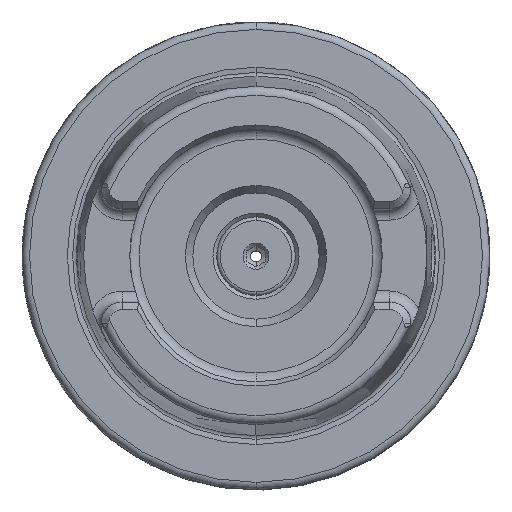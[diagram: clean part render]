
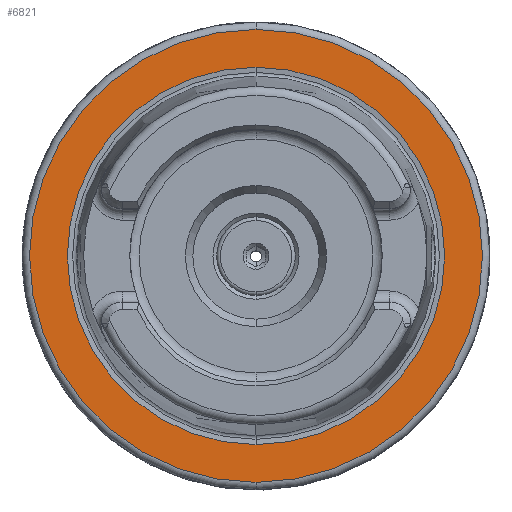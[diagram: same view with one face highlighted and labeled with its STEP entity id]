
A CAD part, top view. The second image highlights one B-rep face of the part: STEP entity #6821.
In plain terms, the highlighted planar face has unit normal (0, 0, 1).
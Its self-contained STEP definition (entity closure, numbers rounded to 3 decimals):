
#2010=CARTESIAN_POINT('',(0,0,26));
#2011=DIRECTION('',(0,0,1));
#2012=DIRECTION('',(0,1,0));
#2013=AXIS2_PLACEMENT_3D('',#2010,#2011,#2012);
#2015=CARTESIAN_POINT('',(0,0,26));
#2016=DIRECTION('',(0,0,1));
#2017=DIRECTION('',(0,-1,0));
#2018=AXIS2_PLACEMENT_3D('',#2015,#2016,#2017);
#2028=CARTESIAN_POINT('',(0,0,26));
#2029=DIRECTION('',(0,0,1));
#2030=DIRECTION('',(0,1,0));
#2031=AXIS2_PLACEMENT_3D('',#2028,#2029,#2030);
#2033=CARTESIAN_POINT('',(0,0,26));
#2034=DIRECTION('',(0,0,-1));
#2035=DIRECTION('',(0,1,0));
#2036=AXIS2_PLACEMENT_3D('',#2033,#2034,#2035);
#3856=CARTESIAN_POINT('',(0,25.409,26));
#3858=VERTEX_POINT('',#3856);
#3892=CARTESIAN_POINT('',(0,-25.409,26));
#3894=VERTEX_POINT('',#3892);
#3958=CARTESIAN_POINT('',(0,30.5,26));
#3959=CARTESIAN_POINT('',(0,-30.5,26));
#3960=VERTEX_POINT('',#3958);
#3961=VERTEX_POINT('',#3959);
#6805=CARTESIAN_POINT('',(0,0,26));
#6806=DIRECTION('',(0,0,-1));
#6807=DIRECTION('',(0,-1,0));
#6808=AXIS2_PLACEMENT_3D('',#6805,#6806,#6807);
#6809=PLANE('',#6808);
#6811=ORIENTED_EDGE('',*,*,#6810,.F.);
#6812=ORIENTED_EDGE('',*,*,#6795,.F.);
#6813=EDGE_LOOP('',(#6811,#6812));
#6814=FACE_OUTER_BOUND('',#6813,.F.);
#6816=ORIENTED_EDGE('',*,*,#6815,.T.);
#6818=ORIENTED_EDGE('',*,*,#6817,.F.);
#6819=EDGE_LOOP('',(#6816,#6818));
#6820=FACE_BOUND('',#6819,.F.);
#6821=ADVANCED_FACE('',(#6814,#6820),#6809,.F.);
#2014=CIRCLE('',#2013,30.5);
#2019=CIRCLE('',#2018,30.5);
#2032=CIRCLE('',#2031,25.409);
#2037=CIRCLE('',#2036,25.409);
#6795=EDGE_CURVE('',#3961,#3960,#2019,.T.);
#6810=EDGE_CURVE('',#3960,#3961,#2014,.T.);
#6815=EDGE_CURVE('',#3858,#3894,#2032,.T.);
#6817=EDGE_CURVE('',#3858,#3894,#2037,.T.);
